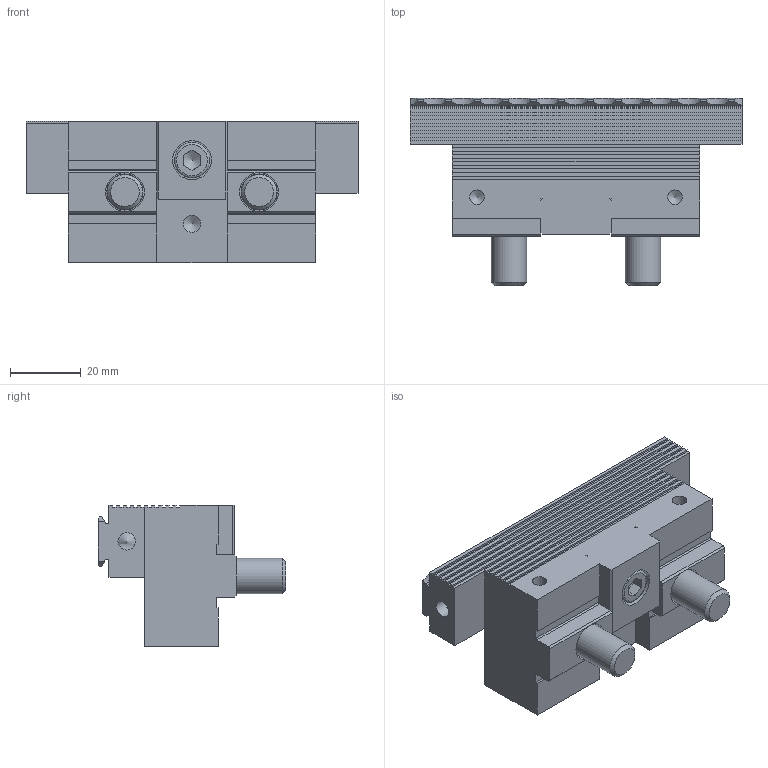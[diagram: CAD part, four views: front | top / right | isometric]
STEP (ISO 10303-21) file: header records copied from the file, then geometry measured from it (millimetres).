
FILE_DESCRIPTION(/* description */ (''),/* implementation_level */ '2;1');
FILE_NAME(/* name */ '301-0094-006_Kunde.stp',/* time_stamp */ '2023-01-20T11:48:25+01:00',/* author */ ('Chiacchiera'),/* organization */ (''),/* preprocessor_version */ 'ST-DEVELOPER v19.2',/* originating_system */ 'Autodesk Inventor 2023',/* authorisation */ '0 mm^3');
FILE_SCHEMA (('AUTOMOTIVE_DESIGN { 1 0 10303 214 3 1 1 }'));
Length unit declared in the file: millimetre
Products named in the file (1): 301-0094-006_Kunde
Bounding box: 94 x 53 x 40 mm (x, y, z)
Volume: 75876.1 mm3; surface area: 24359.3 mm2
Topology: 1 solids, 3 shells, 253 faces, 711 edges, 467 vertices
Faces by surface type: plane 175, cylinder 56, cone 16, torus 6
Full cylindrical faces by diameter (mm): 4.134 x6, 4.917 x4, 6 x1, 6.3 x1, 10 x3, 11 x3, 16 x2, 18 x2
Entity records: 8446 total; most frequent: CARTESIAN_POINT 1525, ORIENTED_EDGE 1396, DIRECTION 1364, EDGE_CURVE 698, LINE 482, VECTOR 482, VERTEX_POINT 467, AXIS2_PLACEMENT_3D 441
